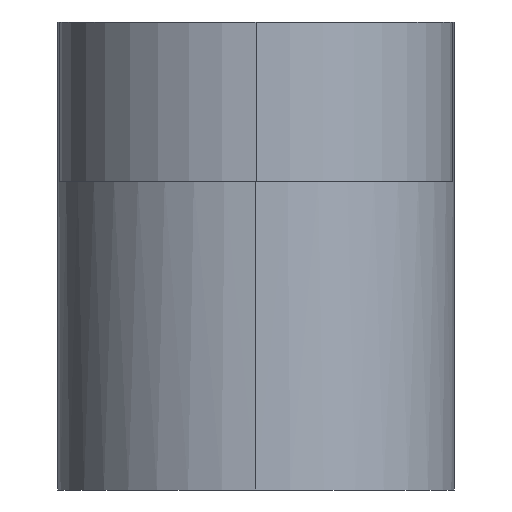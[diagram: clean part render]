
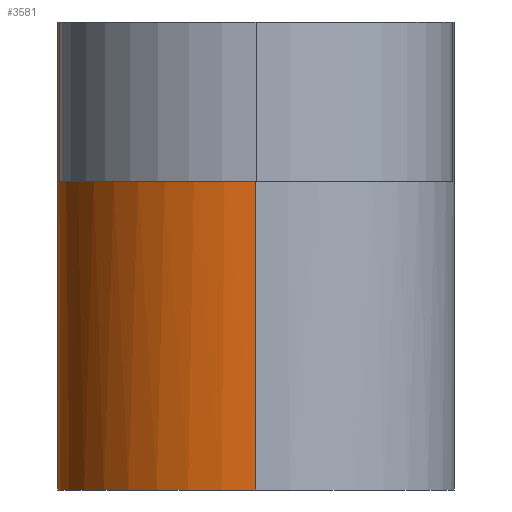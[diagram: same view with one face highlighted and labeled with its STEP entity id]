
A CAD part, left-side view. The second image highlights one B-rep face of the part: STEP entity #3581.
In plain terms, the highlighted cylindrical face has radius 21.206 mm (diameter 42.411 mm), a partial arc.
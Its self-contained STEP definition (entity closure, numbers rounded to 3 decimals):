
#18 = AXIS2_PLACEMENT_3D ( 'NONE', #6716, #8914, #4530 ) ;
#184 = CARTESIAN_POINT ( 'NONE',  ( 83.794, 0., -33. ) ) ;
#321 = DIRECTION ( 'NONE',  ( 1., 0., 0. ) ) ;
#417 = EDGE_CURVE ( 'NONE', #9233, #7394, #7027, .T. ) ;
#418 = VERTEX_POINT ( 'NONE', #5422 ) ;
#479 = CIRCLE ( 'NONE', #18, 21.206 ) ;
#501 = DIRECTION ( 'NONE',  ( 0., 0., -1. ) ) ;
#514 = CARTESIAN_POINT ( 'NONE',  ( 102.111, 21.008, 17. ) ) ;
#687 = AXIS2_PLACEMENT_3D ( 'NONE', #7669, #1137, #321 ) ;
#1006 = VERTEX_POINT ( 'NONE', #514 ) ;
#1137 = DIRECTION ( 'NONE',  ( 0., 0., 1. ) ) ;
#1239 = EDGE_LOOP ( 'NONE', ( #3496, #5438, #1557, #2976, #2197, #4521 ) ) ;
#1270 = EDGE_CURVE ( 'NONE', #3932, #1006, #7973, .T. ) ;
#1557 = ORIENTED_EDGE ( 'NONE', *, *, #5361, .F. ) ;
#1681 = LINE ( 'NONE', #8492, #6234 ) ;
#1820 = VECTOR ( 'NONE', #8396, 1000. ) ;
#1894 = CARTESIAN_POINT ( 'NONE',  ( 105., 0., -33. ) ) ;
#1895 = FACE_OUTER_BOUND ( 'NONE', #1239, .T. ) ;
#2106 = DIRECTION ( 'NONE',  ( 0., 0., 1. ) ) ;
#2197 = ORIENTED_EDGE ( 'NONE', *, *, #1270, .F. ) ;
#2643 = DIRECTION ( 'NONE',  ( 1., 0., 0. ) ) ;
#2685 = EDGE_CURVE ( 'NONE', #1006, #418, #1681, .T. ) ;
#2976 = ORIENTED_EDGE ( 'NONE', *, *, #2685, .F. ) ;
#3123 = AXIS2_PLACEMENT_3D ( 'NONE', #1894, #6991, #2643 ) ;
#3477 = EDGE_CURVE ( 'NONE', #9233, #3932, #6468, .T. ) ;
#3496 = ORIENTED_EDGE ( 'NONE', *, *, #417, .T. ) ;
#3581 = ADVANCED_FACE ( 'NONE', ( #1895 ), #5306, .T. ) ;
#3932 = VERTEX_POINT ( 'NONE', #9102 ) ;
#4499 = AXIS2_PLACEMENT_3D ( 'NONE', #6680, #7422, #8101 ) ;
#4521 = ORIENTED_EDGE ( 'NONE', *, *, #3477, .F. ) ;
#4530 = DIRECTION ( 'NONE',  ( 1., 0., 0. ) ) ;
#4956 = CARTESIAN_POINT ( 'NONE',  ( 126.206, 0., -33. ) ) ;
#5306 = CYLINDRICAL_SURFACE ( 'NONE', #4499, 21.206 ) ;
#5361 = EDGE_CURVE ( 'NONE', #418, #5830, #479, .T. ) ;
#5422 = CARTESIAN_POINT ( 'NONE',  ( 102.111, 21.008, 0. ) ) ;
#5438 = ORIENTED_EDGE ( 'NONE', *, *, #8906, .T. ) ;
#5830 = VERTEX_POINT ( 'NONE', #7282 ) ;
#6150 = LINE ( 'NONE', #6921, #1820 ) ;
#6234 = VECTOR ( 'NONE', #501, 1000. ) ;
#6468 = LINE ( 'NONE', #4956, #8303 ) ;
#6573 = CARTESIAN_POINT ( 'NONE',  ( 126.206, 0., -33. ) ) ;
#6680 = CARTESIAN_POINT ( 'NONE',  ( 105., 0., -33. ) ) ;
#6716 = CARTESIAN_POINT ( 'NONE',  ( 105., 0., 0. ) ) ;
#6921 = CARTESIAN_POINT ( 'NONE',  ( 83.794, 0., -33. ) ) ;
#6991 = DIRECTION ( 'NONE',  ( 0., 0., 1. ) ) ;
#7027 = CIRCLE ( 'NONE', #3123, 21.206 ) ;
#7282 = CARTESIAN_POINT ( 'NONE',  ( 83.794, 0., 0. ) ) ;
#7394 = VERTEX_POINT ( 'NONE', #184 ) ;
#7422 = DIRECTION ( 'NONE',  ( 0., 0., 1. ) ) ;
#7669 = CARTESIAN_POINT ( 'NONE',  ( 105., 0., 17. ) ) ;
#7973 = CIRCLE ( 'NONE', #687, 21.206 ) ;
#8101 = DIRECTION ( 'NONE',  ( 1., 0., 0. ) ) ;
#8303 = VECTOR ( 'NONE', #2106, 1000. ) ;
#8396 = DIRECTION ( 'NONE',  ( 0., 0., 1. ) ) ;
#8492 = CARTESIAN_POINT ( 'NONE',  ( 102.111, 21.008, -33. ) ) ;
#8906 = EDGE_CURVE ( 'NONE', #7394, #5830, #6150, .T. ) ;
#8914 = DIRECTION ( 'NONE',  ( 0., 0., 1. ) ) ;
#9102 = CARTESIAN_POINT ( 'NONE',  ( 126.206, 0., 17. ) ) ;
#9233 = VERTEX_POINT ( 'NONE', #6573 ) ;
